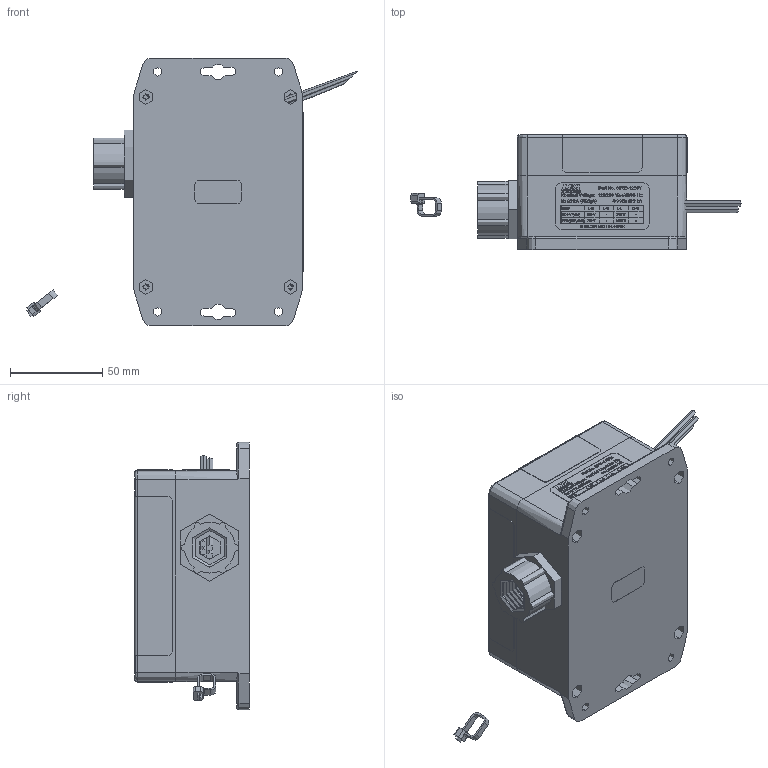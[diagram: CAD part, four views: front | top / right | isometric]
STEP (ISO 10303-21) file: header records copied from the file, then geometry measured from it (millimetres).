
FILE_DESCRIPTION (( 'STEP AP214' ), '1' );
FILE_NAME ('SP50-1203Y-E.STEP', '2019-01-28T20:33:47', ( '' ), ( '' ), 'SwSTEP 2.0', 'SolidWorks 2018', '' );
FILE_SCHEMA (( 'AUTOMOTIVE_DESIGN' ));
Length unit declared in the file: inch
Products named in the file (23): Screw^SP50-1203Y; 2003-4117; 2003-4108; 2003-1052; Wires^SP50-1203Y; Nut^SP50-1203Y; SP50-1203Y-E; Zip tie^SP50-1203Y; Base^SP50-1203Y; Screw^SP50-1203Y_91735A154; Lid^SP50-1203Y
Assembly tree (16 placements, depth 2):
  2003-1052
  Wires^SP50-1203Y
  SP50-1203Y-E
    Base^SP50-1203Y
    Lid^SP50-1203Y
    Screw^SP50-1203Y_91735A154  x4
    Nut^SP50-1203Y
    Wires^SP50-1203Y
    Zip tie^SP50-1203Y
    2003-4117
    2003-4108
    2003-1052
  Base^SP50-1203Y
  2003-4117
Bounding box: 179.33 x 62.18 x 145.03 mm (x, y, z)
Volume: 303470.7 mm3; surface area: 156223 mm2
Topology: 15 solids, 15 shells, 4226 faces, 11424 edges, 7584 vertices
Faces by surface type: plane 1922, bspline 1336, cylinder 874, cone 62, torus 24, sphere 8
Entity records: 224825 total; most frequent: CARTESIAN_POINT 108441, ORIENTED_EDGE 19100, DIRECTION 11536, EDGE_CURVE 9550, VERTEX_POINT 6329, LINE 6116, VECTOR 6116, EDGE_LOOP 3973
